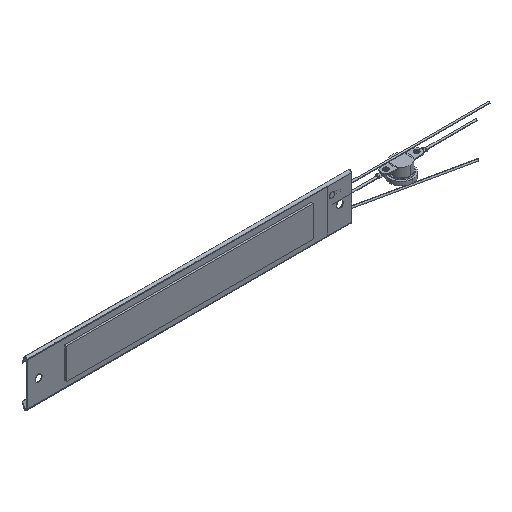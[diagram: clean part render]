
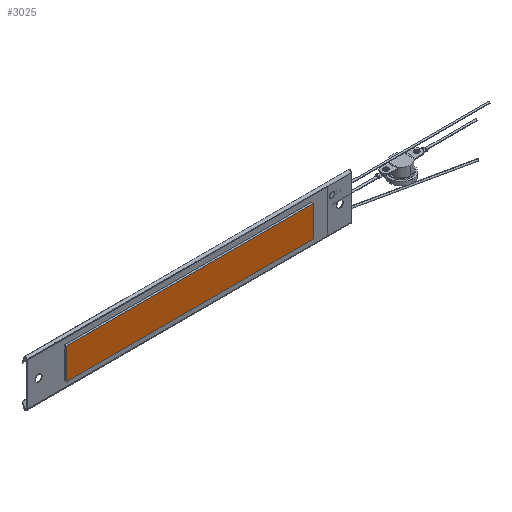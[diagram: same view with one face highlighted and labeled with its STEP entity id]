
A CAD part, isometric view. The second image highlights one B-rep face of the part: STEP entity #3025.
In plain terms, the highlighted face is planar.
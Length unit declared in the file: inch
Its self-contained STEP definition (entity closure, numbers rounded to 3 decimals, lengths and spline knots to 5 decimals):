
#1159 = LINE ( 'NONE', #8299, #5562 ) ;
#1326 = EDGE_CURVE ( 'NONE', #3014, #8281, #8461, .T. ) ;
#1687 = VECTOR ( 'NONE', #6854, 39.37008 ) ;
#1693 = LINE ( 'NONE', #6763, #1687 ) ;
#1710 = CARTESIAN_POINT ( 'NONE',  ( 8., 0.5, 0.06 ) ) ;
#1725 = DIRECTION ( 'NONE',  ( 0., 1., 0. ) ) ;
#1892 = AXIS2_PLACEMENT_3D ( 'NONE', #7547, #7525, #7506 ) ;
#1945 = VERTEX_POINT ( 'NONE', #6714 ) ;
#2105 = ORIENTED_EDGE ( 'NONE', *, *, #4714, .T. ) ;
#2187 = ORIENTED_EDGE ( 'NONE', *, *, #5119, .T. ) ;
#2570 = VERTEX_POINT ( 'NONE', #6215 ) ;
#3014 = VERTEX_POINT ( 'NONE', #7606 ) ;
#3025 = ADVANCED_FACE ( 'NONE', ( #3421 ), #7725, .T. ) ;
#3062 = CARTESIAN_POINT ( 'NONE',  ( 0., 0.5, 0.06 ) ) ;
#3421 = FACE_OUTER_BOUND ( 'NONE', #3988, .T. ) ;
#3870 = ORIENTED_EDGE ( 'NONE', *, *, #4934, .T. ) ;
#3936 = DIRECTION ( 'NONE',  ( -1., 0., 0. ) ) ;
#3988 = EDGE_LOOP ( 'NONE', ( #2187, #5982, #2105, #3870 ) ) ;
#4436 = CARTESIAN_POINT ( 'NONE',  ( 8., 1., 0.06 ) ) ;
#4714 = EDGE_CURVE ( 'NONE', #8281, #1945, #1159, .T. ) ;
#4934 = EDGE_CURVE ( 'NONE', #1945, #2570, #5831, .T. ) ;
#5119 = EDGE_CURVE ( 'NONE', #2570, #3014, #1693, .T. ) ;
#5562 = VECTOR ( 'NONE', #3936, 39.37008 ) ;
#5792 = DIRECTION ( 'NONE',  ( 0., -1., 0. ) ) ;
#5831 = LINE ( 'NONE', #3062, #5854 ) ;
#5854 = VECTOR ( 'NONE', #5792, 39.37008 ) ;
#5982 = ORIENTED_EDGE ( 'NONE', *, *, #1326, .T. ) ;
#6215 = CARTESIAN_POINT ( 'NONE',  ( 0., 0., 0.06 ) ) ;
#6714 = CARTESIAN_POINT ( 'NONE',  ( 0., 1., 0.06 ) ) ;
#6763 = CARTESIAN_POINT ( 'NONE',  ( 4., 0., 0.06 ) ) ;
#6854 = DIRECTION ( 'NONE',  ( 1., 0., 0. ) ) ;
#7506 = DIRECTION ( 'NONE',  ( 1., 0., 0. ) ) ;
#7515 = VECTOR ( 'NONE', #1725, 39.37008 ) ;
#7525 = DIRECTION ( 'NONE',  ( 0., 0., 1. ) ) ;
#7547 = CARTESIAN_POINT ( 'NONE',  ( 4., 0.5, 0.06 ) ) ;
#7606 = CARTESIAN_POINT ( 'NONE',  ( 8., 0., 0.06 ) ) ;
#7725 = PLANE ( 'NONE',  #1892 ) ;
#8281 = VERTEX_POINT ( 'NONE', #4436 ) ;
#8299 = CARTESIAN_POINT ( 'NONE',  ( 4., 1., 0.06 ) ) ;
#8461 = LINE ( 'NONE', #1710, #7515 ) ;
